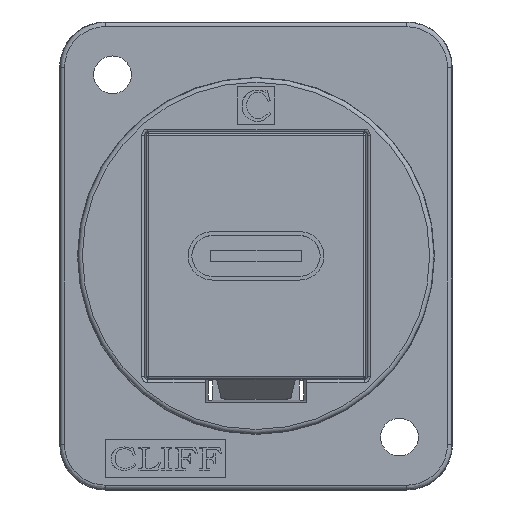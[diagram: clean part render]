
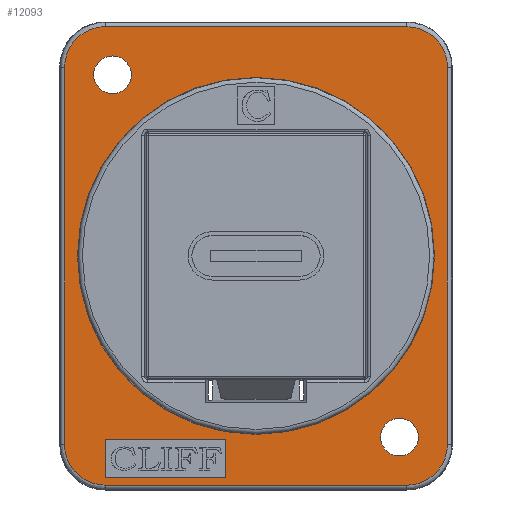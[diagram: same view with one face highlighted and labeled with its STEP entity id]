
A CAD part, top view. The second image highlights one B-rep face of the part: STEP entity #12093.
In plain terms, the highlighted planar face has unit normal (0, 0, 1).
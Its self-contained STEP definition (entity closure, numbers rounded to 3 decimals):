
#53=ELLIPSE('',#12815,2.7,2.7);
#54=ELLIPSE('',#12816,2.7,2.7);
#55=ELLIPSE('',#12817,2.7,2.7);
#56=ELLIPSE('',#12818,2.7,2.7);
#429=FACE_BOUND('',#4624,.T.);
#430=FACE_BOUND('',#4625,.T.);
#431=FACE_BOUND('',#4626,.T.);
#432=FACE_BOUND('',#4627,.T.);
#836=PLANE('',#12814);
#2032=LINE('',#21122,#3277);
#2036=LINE('',#21130,#3281);
#2039=LINE('',#21136,#3284);
#2042=LINE('',#21141,#3287);
#2076=LINE('',#21246,#3321);
#2077=LINE('',#21250,#3322);
#2078=LINE('',#21254,#3323);
#2079=LINE('',#21257,#3324);
#3277=VECTOR('',#15313,2.5);
#3281=VECTOR('',#15319,8.);
#3284=VECTOR('',#15324,2.5);
#3287=VECTOR('',#15329,8.);
#3321=VECTOR('',#15423,24.965);
#3322=VECTOR('',#15426,19.965);
#3323=VECTOR('',#15429,24.965);
#3324=VECTOR('',#15432,19.965);
#3986=FACE_OUTER_BOUND('',#4623,.T.);
#4623=EDGE_LOOP('',(#10747,#10748,#10749,#10750,#10751,#10752,#10753,#10754));
#4624=EDGE_LOOP('',(#10755));
#4625=EDGE_LOOP('',(#10756));
#4626=EDGE_LOOP('',(#10757,#10758,#10759,#10760));
#4627=EDGE_LOOP('',(#10761));
#4672=CIRCLE('',#12206,1.25);
#4674=CIRCLE('',#12209,1.25);
#4759=CIRCLE('',#12610,11.823);
#4870=VERTEX_POINT('',#15709);
#4872=VERTEX_POINT('',#15715);
#5528=VERTEX_POINT('',#18979);
#5841=VERTEX_POINT('',#21120);
#5842=VERTEX_POINT('',#21121);
#5845=VERTEX_POINT('',#21129);
#5847=VERTEX_POINT('',#21135);
#5874=VERTEX_POINT('',#21242);
#5875=VERTEX_POINT('',#21243);
#5876=VERTEX_POINT('',#21245);
#5877=VERTEX_POINT('',#21247);
#5878=VERTEX_POINT('',#21249);
#5879=VERTEX_POINT('',#21251);
#5880=VERTEX_POINT('',#21253);
#5881=VERTEX_POINT('',#21255);
#5982=EDGE_CURVE('',#4870,#4870,#4672,.T.);
#5985=EDGE_CURVE('',#4872,#4872,#4674,.T.);
#6973=EDGE_CURVE('',#5528,#5528,#4759,.T.);
#7462=EDGE_CURVE('',#5841,#5842,#2032,.T.);
#7466=EDGE_CURVE('',#5845,#5841,#2036,.T.);
#7469=EDGE_CURVE('',#5847,#5845,#2039,.T.);
#7472=EDGE_CURVE('',#5842,#5847,#2042,.T.);
#7519=EDGE_CURVE('',#5874,#5875,#53,.T.);
#7520=EDGE_CURVE('',#5876,#5874,#2076,.T.);
#7521=EDGE_CURVE('',#5877,#5876,#54,.T.);
#7522=EDGE_CURVE('',#5878,#5877,#2077,.T.);
#7523=EDGE_CURVE('',#5879,#5878,#55,.T.);
#7524=EDGE_CURVE('',#5880,#5879,#2078,.T.);
#7525=EDGE_CURVE('',#5881,#5880,#56,.T.);
#7526=EDGE_CURVE('',#5875,#5881,#2079,.T.);
#10747=ORIENTED_EDGE('',*,*,#7519,.F.);
#10748=ORIENTED_EDGE('',*,*,#7520,.F.);
#10749=ORIENTED_EDGE('',*,*,#7521,.F.);
#10750=ORIENTED_EDGE('',*,*,#7522,.F.);
#10751=ORIENTED_EDGE('',*,*,#7523,.F.);
#10752=ORIENTED_EDGE('',*,*,#7524,.F.);
#10753=ORIENTED_EDGE('',*,*,#7525,.F.);
#10754=ORIENTED_EDGE('',*,*,#7526,.F.);
#10755=ORIENTED_EDGE('',*,*,#5982,.T.);
#10756=ORIENTED_EDGE('',*,*,#5985,.T.);
#10757=ORIENTED_EDGE('',*,*,#7462,.T.);
#10758=ORIENTED_EDGE('',*,*,#7472,.T.);
#10759=ORIENTED_EDGE('',*,*,#7469,.T.);
#10760=ORIENTED_EDGE('',*,*,#7466,.T.);
#10761=ORIENTED_EDGE('',*,*,#6973,.T.);
#12093=ADVANCED_FACE('',(#3986,#429,#430,#431,#432),#836,.T.);
#12206=AXIS2_PLACEMENT_3D('',#15710,#13049,#13050);
#12209=AXIS2_PLACEMENT_3D('',#15716,#13056,#13057);
#12610=AXIS2_PLACEMENT_3D('',#18980,#14631,#14632);
#12814=AXIS2_PLACEMENT_3D('',#21241,#15419,#15420);
#12815=AXIS2_PLACEMENT_3D('',#21244,#15421,#15422);
#12816=AXIS2_PLACEMENT_3D('',#21248,#15424,#15425);
#12817=AXIS2_PLACEMENT_3D('',#21252,#15427,#15428);
#12818=AXIS2_PLACEMENT_3D('',#21256,#15430,#15431);
#13049=DIRECTION('center_axis',(0.,0.,
-1.));
#13050=DIRECTION('ref_axis',(-1.,0.,0.));
#13056=DIRECTION('center_axis',(0.,0.,
-1.));
#13057=DIRECTION('ref_axis',(-1.,0.,0.));
#14631=DIRECTION('center_axis',(0.,0.,
-1.));
#14632=DIRECTION('ref_axis',(-1.,0.,0.));
#15313=DIRECTION('',(0.,1.,0.));
#15319=DIRECTION('',(-1.,0.,0.));
#15324=DIRECTION('',(0.,-1.,0.));
#15329=DIRECTION('',(1.,0.,0.));
#15419=DIRECTION('center_axis',(0.,0.,
1.));
#15420=DIRECTION('ref_axis',(1.,0.,0.));
#15421=DIRECTION('center_axis',(0.,0.,
-1.));
#15422=DIRECTION('ref_axis',(-0.707,0.707,0.));
#15423=DIRECTION('',(0.,1.,0.));
#15424=DIRECTION('center_axis',(0.,0.,
-1.));
#15425=DIRECTION('ref_axis',(-0.707,-0.707,0.));
#15426=DIRECTION('',(-1.,0.,0.));
#15427=DIRECTION('center_axis',(0.,0.,
-1.));
#15428=DIRECTION('ref_axis',(0.707,-0.707,0.));
#15429=DIRECTION('',(0.,-1.,0.));
#15430=DIRECTION('center_axis',(0.,0.,
-1.));
#15431=DIRECTION('ref_axis',(0.707,0.707,0.));
#15432=DIRECTION('',(1.,0.,0.));
#15709=CARTESIAN_POINT('',(7.152,-36.018,-25.787));
#15710=CARTESIAN_POINT('Origin',(5.902,-36.018,-25.787));
#15715=CARTESIAN_POINT('',(-11.848,-12.018,-25.787));
#15716=CARTESIAN_POINT('Origin',(-13.098,-12.018,-25.787));
#18979=CARTESIAN_POINT('',(8.224,-24.018,-25.787));
#18980=CARTESIAN_POINT('Origin',(-3.598,-24.018,-25.787));
#21120=CARTESIAN_POINT('',(-13.598,-38.701,-25.787));
#21121=CARTESIAN_POINT('',(-13.598,-36.201,-25.787));
#21122=CARTESIAN_POINT('',(-13.598,-31.359,-25.787));
#21129=CARTESIAN_POINT('',(-5.598,-38.701,-25.787));
#21130=CARTESIAN_POINT('',(-4.598,-38.701,-25.787));
#21135=CARTESIAN_POINT('',(-5.598,-36.201,-25.787));
#21136=CARTESIAN_POINT('',(-5.598,-30.109,-25.787));
#21141=CARTESIAN_POINT('',(-8.598,-36.201,-25.787));
#21241=CARTESIAN_POINT('Origin',(-3.598,-24.018,-25.787));
#21242=CARTESIAN_POINT('',(-16.281,-11.535,-25.787));
#21243=CARTESIAN_POINT('',(-13.581,-8.836,-25.787));
#21244=CARTESIAN_POINT('Origin',(-13.581,-11.536,-25.787));
#21245=CARTESIAN_POINT('',(-16.281,-36.501,-25.787));
#21246=CARTESIAN_POINT('',(-16.281,-31.768,-25.787));
#21247=CARTESIAN_POINT('',(-13.581,-39.201,-25.787));
#21248=CARTESIAN_POINT('Origin',(-13.581,-36.501,-25.787));
#21249=CARTESIAN_POINT('',(6.384,-39.201,-25.787));
#21250=CARTESIAN_POINT('',(2.902,-39.201,-25.787));
#21251=CARTESIAN_POINT('',(9.084,-36.501,-25.787));
#21252=CARTESIAN_POINT('Origin',(6.384,-36.501,-25.787));
#21253=CARTESIAN_POINT('',(9.084,-11.535,-25.787));
#21254=CARTESIAN_POINT('',(9.084,-16.268,-25.787));
#21255=CARTESIAN_POINT('',(6.384,-8.836,-25.787));
#21256=CARTESIAN_POINT('Origin',(6.384,-11.536,-25.787));
#21257=CARTESIAN_POINT('',(-10.098,-8.836,-25.787));
